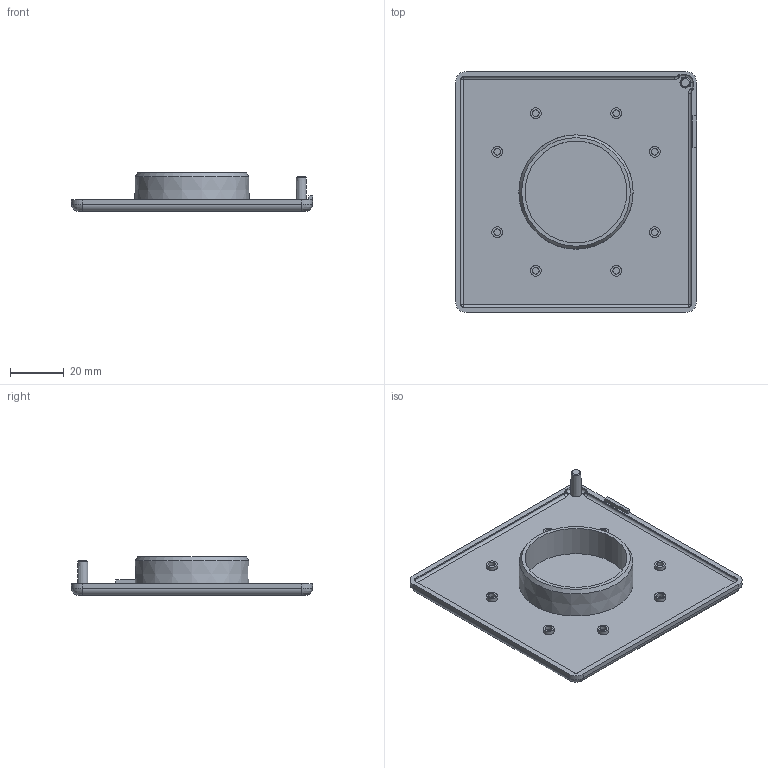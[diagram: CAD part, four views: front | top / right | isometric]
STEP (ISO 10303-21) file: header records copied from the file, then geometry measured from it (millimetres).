
FILE_DESCRIPTION(/* description */ (''),/* implementation_level */ '2;1');
FILE_NAME(/* name */ '229090B.stp',/* time_stamp */ '2022-10-04T08:56:47+02:00',/* author */ ('aluteckkpl_am'),/* organization */ (''),/* preprocessor_version */ 'ST-DEVELOPER v18.1',/* originating_system */ 'Autodesk Inventor 2021',/* authorisation */ '');
FILE_SCHEMA (('CONFIG_CONTROL_DESIGN'));
Length unit declared in the file: millimetre
Products named in the file (2): 229090B-ZP; 229090B
Assembly tree (1 placements, depth 2):
  229090B-ZP
    229090B
Bounding box: 90 x 90 x 14.3 mm (x, y, z)
Volume: 26686.6 mm3; surface area: 20870.5 mm2
Topology: 1 solids, 1 shells, 91 faces, 185 edges, 112 vertices
Faces by surface type: cylinder 39, plane 36, bspline 6, cone 4, sphere 3, torus 3
Full cylindrical faces by diameter (mm): 2.5 x8, 4 x8, 38 x1
Entity records: 2460 total; most frequent: DIRECTION 455, CARTESIAN_POINT 436, ORIENTED_EDGE 364, AXIS2_PLACEMENT_3D 185, EDGE_CURVE 182, VERTEX_POINT 112, EDGE_LOOP 110, CIRCLE 97
